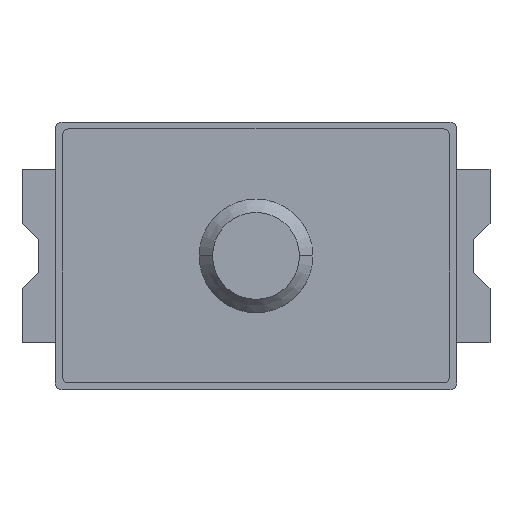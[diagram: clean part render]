
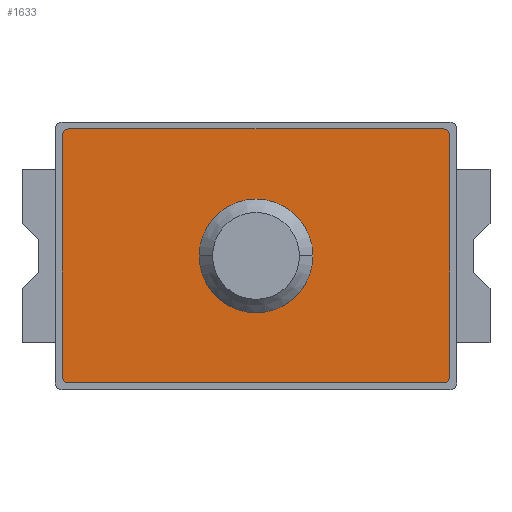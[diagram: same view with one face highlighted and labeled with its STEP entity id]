
A CAD part, top view. The second image highlights one B-rep face of the part: STEP entity #1633.
In plain terms, the highlighted planar face has unit normal (0, 0, 1).
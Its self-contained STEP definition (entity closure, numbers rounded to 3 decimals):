
#70 = AXIS2_PLACEMENT_3D ( 'NONE', #1985, #2005, #1352 ) ;
#87 = DIRECTION ( 'NONE',  ( 1., 0., 0. ) ) ;
#122 = DIRECTION ( 'NONE',  ( 0., 0., 1. ) ) ;
#125 = EDGE_CURVE ( 'NONE', #2067, #1639, #880, .T. ) ;
#147 = DIRECTION ( 'NONE',  ( 0., 0., 1. ) ) ;
#174 = VECTOR ( 'NONE', #510, 1000. ) ;
#181 = AXIS2_PLACEMENT_3D ( 'NONE', #976, #475, #584 ) ;
#187 = VERTEX_POINT ( 'NONE', #961 ) ;
#191 = EDGE_CURVE ( 'NONE', #1363, #1848, #1702, .T. ) ;
#197 = AXIS2_PLACEMENT_3D ( 'NONE', #912, #1576, #586 ) ;
#234 = PLANE ( 'NONE',  #385 ) ;
#271 = LINE ( 'NONE', #1899, #1032 ) ;
#293 = CARTESIAN_POINT ( 'NONE',  ( 0., -0.95, 0.38 ) ) ;
#301 = LINE ( 'NONE', #342, #174 ) ;
#325 = DIRECTION ( 'NONE',  ( 1., 0., 0. ) ) ;
#341 = ORIENTED_EDGE ( 'NONE', *, *, #125, .T. ) ;
#342 = CARTESIAN_POINT ( 'NONE',  ( 0., 0.95, 0.38 ) ) ;
#349 = FACE_BOUND ( 'NONE', #1463, .T. ) ;
#385 = AXIS2_PLACEMENT_3D ( 'NONE', #553, #1049, #87 ) ;
#425 = CARTESIAN_POINT ( 'NONE',  ( 1.4, 0.9, 0.38 ) ) ;
#430 = DIRECTION ( 'NONE',  ( -1., 0., 0. ) ) ;
#442 = CARTESIAN_POINT ( 'NONE',  ( -0.425, 0., 0.38 ) ) ;
#475 = DIRECTION ( 'NONE',  ( 0., 0., 1. ) ) ;
#510 = DIRECTION ( 'NONE',  ( -1., 0., 0. ) ) ;
#541 = CARTESIAN_POINT ( 'NONE',  ( -1.45, 0.9, 0.38 ) ) ;
#545 = VERTEX_POINT ( 'NONE', #2031 ) ;
#547 = CIRCLE ( 'NONE', #197, 0.05 ) ;
#553 = CARTESIAN_POINT ( 'NONE',  ( 0., 0., 0.38 ) ) ;
#584 = DIRECTION ( 'NONE',  ( 1., 0., 0. ) ) ;
#586 = DIRECTION ( 'NONE',  ( 1., 0., 0. ) ) ;
#662 = EDGE_CURVE ( 'NONE', #1848, #187, #1378, .T. ) ;
#743 = FACE_OUTER_BOUND ( 'NONE', #840, .T. ) ;
#759 = DIRECTION ( 'NONE',  ( 1., 0., 0. ) ) ;
#763 = DIRECTION ( 'NONE',  ( 0., 1., 0. ) ) ;
#777 = EDGE_CURVE ( 'NONE', #2039, #1363, #1114, .T. ) ;
#780 = CARTESIAN_POINT ( 'NONE',  ( -1.45, 0., 0.38 ) ) ;
#819 = CARTESIAN_POINT ( 'NONE',  ( -1.4, -0.95, 0.38 ) ) ;
#826 = CARTESIAN_POINT ( 'NONE',  ( 1.45, 0.9, 0.38 ) ) ;
#840 = EDGE_LOOP ( 'NONE', ( #1384, #1046, #341, #1041, #1960, #1130, #2037, #1023 ) ) ;
#842 = CARTESIAN_POINT ( 'NONE',  ( 0.425, 0., 0.38 ) ) ;
#847 = CIRCLE ( 'NONE', #70, 0.425 ) ;
#873 = EDGE_CURVE ( 'NONE', #1870, #2067, #271, .T. ) ;
#880 = CIRCLE ( 'NONE', #1011, 0.05 ) ;
#883 = EDGE_CURVE ( 'NONE', #187, #1870, #547, .T. ) ;
#912 = CARTESIAN_POINT ( 'NONE',  ( 1.4, -0.9, 0.38 ) ) ;
#961 = CARTESIAN_POINT ( 'NONE',  ( 1.4, -0.95, 0.38 ) ) ;
#976 = CARTESIAN_POINT ( 'NONE',  ( -1.4, -0.9, 0.38 ) ) ;
#981 = CIRCLE ( 'NONE', #1229, 0.05 ) ;
#1011 = AXIS2_PLACEMENT_3D ( 'NONE', #425, #122, #1254 ) ;
#1023 = ORIENTED_EDGE ( 'NONE', *, *, #662, .T. ) ;
#1032 = VECTOR ( 'NONE', #763, 1000. ) ;
#1041 = ORIENTED_EDGE ( 'NONE', *, *, #1250, .T. ) ;
#1046 = ORIENTED_EDGE ( 'NONE', *, *, #873, .T. ) ;
#1049 = DIRECTION ( 'NONE',  ( 0., 0., 1. ) ) ;
#1114 = LINE ( 'NONE', #780, #1782 ) ;
#1121 = CARTESIAN_POINT ( 'NONE',  ( -1.45, -0.9, 0.38 ) ) ;
#1130 = ORIENTED_EDGE ( 'NONE', *, *, #777, .T. ) ;
#1152 = CARTESIAN_POINT ( 'NONE',  ( 1.45, -0.9, 0.38 ) ) ;
#1229 = AXIS2_PLACEMENT_3D ( 'NONE', #1551, #147, #325 ) ;
#1243 = AXIS2_PLACEMENT_3D ( 'NONE', #1412, #1762, #430 ) ;
#1250 = EDGE_CURVE ( 'NONE', #1639, #545, #301, .T. ) ;
#1254 = DIRECTION ( 'NONE',  ( 1., 0., 0. ) ) ;
#1352 = DIRECTION ( 'NONE',  ( -1., 0., 0. ) ) ;
#1363 = VERTEX_POINT ( 'NONE', #1121 ) ;
#1369 = CIRCLE ( 'NONE', #1243, 0.425 ) ;
#1378 = LINE ( 'NONE', #293, #1544 ) ;
#1384 = ORIENTED_EDGE ( 'NONE', *, *, #883, .T. ) ;
#1412 = CARTESIAN_POINT ( 'NONE',  ( 0., 0., 0.38 ) ) ;
#1419 = EDGE_CURVE ( 'NONE', #1997, #1773, #1369, .T. ) ;
#1422 = DIRECTION ( 'NONE',  ( 0., -1., 0. ) ) ;
#1463 = EDGE_LOOP ( 'NONE', ( #1561, #1825 ) ) ;
#1544 = VECTOR ( 'NONE', #759, 1000. ) ;
#1551 = CARTESIAN_POINT ( 'NONE',  ( -1.4, 0.9, 0.38 ) ) ;
#1561 = ORIENTED_EDGE ( 'NONE', *, *, #1983, .T. ) ;
#1576 = DIRECTION ( 'NONE',  ( 0., 0., 1. ) ) ;
#1633 = ADVANCED_FACE ( 'NONE', ( #349, #743 ), #234, .T. ) ;
#1639 = VERTEX_POINT ( 'NONE', #1868 ) ;
#1702 = CIRCLE ( 'NONE', #181, 0.05 ) ;
#1731 = EDGE_CURVE ( 'NONE', #545, #2039, #981, .T. ) ;
#1762 = DIRECTION ( 'NONE',  ( 0., 0., -1. ) ) ;
#1773 = VERTEX_POINT ( 'NONE', #442 ) ;
#1782 = VECTOR ( 'NONE', #1422, 1000. ) ;
#1825 = ORIENTED_EDGE ( 'NONE', *, *, #1419, .T. ) ;
#1848 = VERTEX_POINT ( 'NONE', #819 ) ;
#1868 = CARTESIAN_POINT ( 'NONE',  ( 1.4, 0.95, 0.38 ) ) ;
#1870 = VERTEX_POINT ( 'NONE', #1152 ) ;
#1899 = CARTESIAN_POINT ( 'NONE',  ( 1.45, 0., 0.38 ) ) ;
#1960 = ORIENTED_EDGE ( 'NONE', *, *, #1731, .T. ) ;
#1983 = EDGE_CURVE ( 'NONE', #1773, #1997, #847, .T. ) ;
#1985 = CARTESIAN_POINT ( 'NONE',  ( 0., 0., 0.38 ) ) ;
#1997 = VERTEX_POINT ( 'NONE', #842 ) ;
#2005 = DIRECTION ( 'NONE',  ( 0., 0., -1. ) ) ;
#2031 = CARTESIAN_POINT ( 'NONE',  ( -1.4, 0.95, 0.38 ) ) ;
#2037 = ORIENTED_EDGE ( 'NONE', *, *, #191, .T. ) ;
#2039 = VERTEX_POINT ( 'NONE', #541 ) ;
#2067 = VERTEX_POINT ( 'NONE', #826 ) ;
